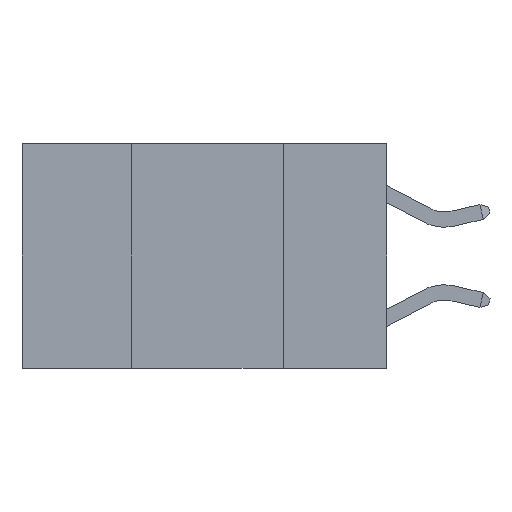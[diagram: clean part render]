
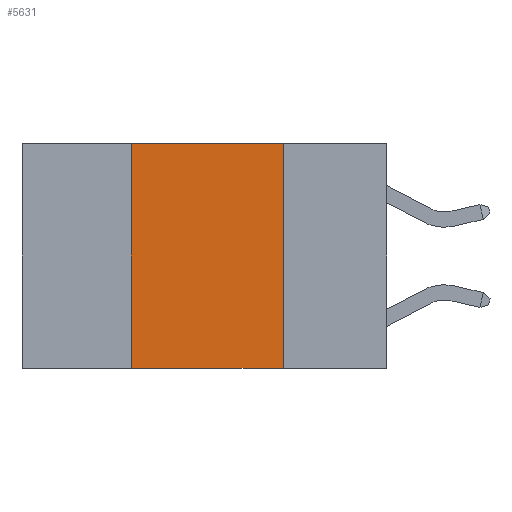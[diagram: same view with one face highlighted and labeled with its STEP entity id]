
A CAD part, left-side view. The second image highlights one B-rep face of the part: STEP entity #5631.
In plain terms, the highlighted planar face has unit normal (-1, 0, 0).
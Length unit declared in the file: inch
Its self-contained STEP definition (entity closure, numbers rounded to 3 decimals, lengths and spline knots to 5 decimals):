
#97 = EDGE_CURVE ( 'NONE', #3261, #8537, #8929, .T. ) ;
#267 = DIRECTION ( 'NONE',  ( 0., -1., 0. ) ) ;
#285 = CARTESIAN_POINT ( 'NONE',  ( 0., 0.6, -0.37 ) ) ;
#867 = EDGE_CURVE ( 'NONE', #3261, #9598, #9019, .T. ) ;
#1461 = VECTOR ( 'NONE', #9032, 39.37008 ) ;
#1491 = DIRECTION ( 'NONE',  ( 1., 0., 0. ) ) ;
#2071 = EDGE_CURVE ( 'NONE', #8537, #2705, #8723, .T. ) ;
#2211 = CARTESIAN_POINT ( 'NONE',  ( 0., 0.6, 0. ) ) ;
#2425 = AXIS2_PLACEMENT_3D ( 'NONE', #6869, #1491, #7685 ) ;
#2653 = ORIENTED_EDGE ( 'NONE', *, *, #97, .F. ) ;
#2705 = VERTEX_POINT ( 'NONE', #10692 ) ;
#2716 = DIRECTION ( 'NONE',  ( 0., 0., 1. ) ) ;
#3153 = CARTESIAN_POINT ( 'NONE',  ( 0., 0.42, 0. ) ) ;
#3261 = VERTEX_POINT ( 'NONE', #5764 ) ;
#4986 = DIRECTION ( 'NONE',  ( 0., 0., -1. ) ) ;
#5098 = LINE ( 'NONE', #10675, #7059 ) ;
#5631 = ADVANCED_FACE ( 'NONE', ( #10846 ), #5981, .F. ) ;
#5764 = CARTESIAN_POINT ( 'NONE',  ( 0., 0.42, -0.37 ) ) ;
#5961 = CARTESIAN_POINT ( 'NONE',  ( 0., 0.17, -0.37 ) ) ;
#5981 = PLANE ( 'NONE',  #2425 ) ;
#6770 = VECTOR ( 'NONE', #2716, 39.37008 ) ;
#6869 = CARTESIAN_POINT ( 'NONE',  ( 0., 0.6, 0. ) ) ;
#7059 = VECTOR ( 'NONE', #4986, 39.37008 ) ;
#7128 = VECTOR ( 'NONE', #267, 39.37008 ) ;
#7685 = DIRECTION ( 'NONE',  ( 0., 0., -1. ) ) ;
#7895 = EDGE_CURVE ( 'NONE', #2705, #9598, #5098, .T. ) ;
#8537 = VERTEX_POINT ( 'NONE', #3153 ) ;
#8723 = LINE ( 'NONE', #2211, #1461 ) ;
#8929 = LINE ( 'NONE', #9259, #6770 ) ;
#9019 = LINE ( 'NONE', #285, #7128 ) ;
#9032 = DIRECTION ( 'NONE',  ( 0., -1., 0. ) ) ;
#9259 = CARTESIAN_POINT ( 'NONE',  ( 0., 0.42, 0. ) ) ;
#9598 = VERTEX_POINT ( 'NONE', #5961 ) ;
#9883 = ORIENTED_EDGE ( 'NONE', *, *, #2071, .F. ) ;
#10675 = CARTESIAN_POINT ( 'NONE',  ( 0., 0.17, 0. ) ) ;
#10679 = ORIENTED_EDGE ( 'NONE', *, *, #7895, .F. ) ;
#10692 = CARTESIAN_POINT ( 'NONE',  ( 0., 0.17, 0. ) ) ;
#10810 = EDGE_LOOP ( 'NONE', ( #10679, #9883, #2653, #11306 ) ) ;
#10846 = FACE_OUTER_BOUND ( 'NONE', #10810, .T. ) ;
#11306 = ORIENTED_EDGE ( 'NONE', *, *, #867, .T. ) ;
